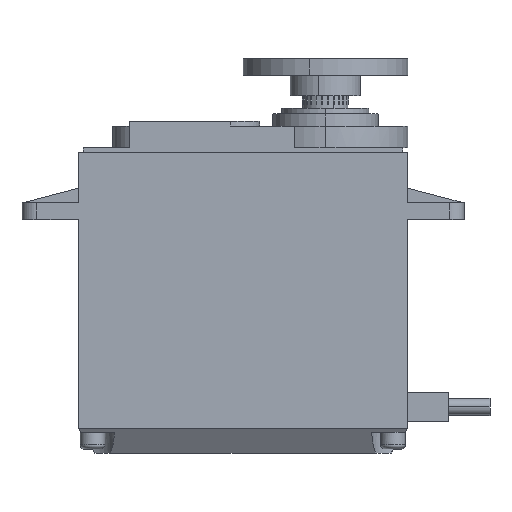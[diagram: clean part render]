
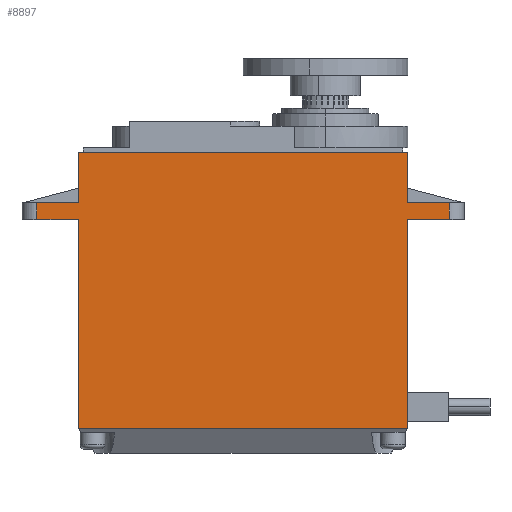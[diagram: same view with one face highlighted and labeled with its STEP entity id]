
A CAD part, top view. The second image highlights one B-rep face of the part: STEP entity #8897.
In plain terms, the highlighted planar face has unit normal (0, 0, 1).
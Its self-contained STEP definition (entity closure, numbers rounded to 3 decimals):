
#53 = ORIENTED_EDGE ( 'NONE', *, *, #7635, .T. ) ;
#94 = CARTESIAN_POINT ( 'NONE',  ( -25.05, 0., 19.7 ) ) ;
#109 = VECTOR ( 'NONE', #9171, 1000. ) ;
#254 = VERTEX_POINT ( 'NONE', #487 ) ;
#261 = VERTEX_POINT ( 'NONE', #4725 ) ;
#390 = LINE ( 'NONE', #12540, #7285 ) ;
#487 = CARTESIAN_POINT ( 'NONE',  ( -20., 10.15, 19.7 ) ) ;
#496 = CARTESIAN_POINT ( 'NONE',  ( -26.85, 12.15, 19.7 ) ) ;
#579 = PLANE ( 'NONE',  #9644 ) ;
#753 = CARTESIAN_POINT ( 'NONE',  ( 20., -15.25, 19.7 ) ) ;
#927 = CARTESIAN_POINT ( 'NONE',  ( 20., 12.15, 19.7 ) ) ;
#1291 = LINE ( 'NONE', #94, #8364 ) ;
#1417 = EDGE_LOOP ( 'NONE', ( #2455, #1849, #3544, #4724, #4641, #4980, #1894, #12119, #11619, #53, #6130, #3656 ) ) ;
#1518 = DIRECTION ( 'NONE',  ( 0., 1., 0. ) ) ;
#1558 = VERTEX_POINT ( 'NONE', #9969 ) ;
#1632 = DIRECTION ( 'NONE',  ( 0., 0., -1. ) ) ;
#1771 = CARTESIAN_POINT ( 'NONE',  ( 20., -18.25, 19.7 ) ) ;
#1849 = ORIENTED_EDGE ( 'NONE', *, *, #5631, .T. ) ;
#1894 = ORIENTED_EDGE ( 'NONE', *, *, #10878, .T. ) ;
#2018 = CARTESIAN_POINT ( 'NONE',  ( 25.05, 12.15, 19.7 ) ) ;
#2307 = VECTOR ( 'NONE', #9195, 1000. ) ;
#2339 = LINE ( 'NONE', #8474, #9476 ) ;
#2361 = DIRECTION ( 'NONE',  ( 0., 1., 0. ) ) ;
#2372 = LINE ( 'NONE', #8570, #11607 ) ;
#2455 = ORIENTED_EDGE ( 'NONE', *, *, #12545, .F. ) ;
#2575 = CARTESIAN_POINT ( 'NONE',  ( -20., 12.15, 19.7 ) ) ;
#2613 = EDGE_CURVE ( 'NONE', #261, #254, #10712, .T. ) ;
#2715 = LINE ( 'NONE', #11901, #3328 ) ;
#2797 = CARTESIAN_POINT ( 'NONE',  ( 25.05, 10.15, 19.7 ) ) ;
#2834 = DIRECTION ( 'NONE',  ( 0., 1., 0. ) ) ;
#2907 = DIRECTION ( 'NONE',  ( 0., 1., 0. ) ) ;
#2942 = EDGE_CURVE ( 'NONE', #8038, #12374, #2372, .T. ) ;
#2980 = LINE ( 'NONE', #9049, #109 ) ;
#3246 = LINE ( 'NONE', #10435, #5421 ) ;
#3328 = VECTOR ( 'NONE', #2834, 1000. ) ;
#3544 = ORIENTED_EDGE ( 'NONE', *, *, #10777, .T. ) ;
#3549 = DIRECTION ( 'NONE',  ( 1., 0., 0. ) ) ;
#3656 = ORIENTED_EDGE ( 'NONE', *, *, #6127, .F. ) ;
#3821 = DIRECTION ( 'NONE',  ( -1., 0., 0. ) ) ;
#4125 = VERTEX_POINT ( 'NONE', #2797 ) ;
#4575 = CARTESIAN_POINT ( 'NONE',  ( 20., 10.15, 19.7 ) ) ;
#4641 = ORIENTED_EDGE ( 'NONE', *, *, #4743, .T. ) ;
#4673 = LINE ( 'NONE', #496, #12007 ) ;
#4724 = ORIENTED_EDGE ( 'NONE', *, *, #2613, .F. ) ;
#4725 = CARTESIAN_POINT ( 'NONE',  ( -20., -15.25, 19.7 ) ) ;
#4743 = EDGE_CURVE ( 'NONE', #261, #12629, #2980, .T. ) ;
#4980 = ORIENTED_EDGE ( 'NONE', *, *, #4994, .T. ) ;
#4994 = EDGE_CURVE ( 'NONE', #12629, #9571, #7592, .T. ) ;
#5009 = VECTOR ( 'NONE', #2361, 1000. ) ;
#5094 = VERTEX_POINT ( 'NONE', #2575 ) ;
#5421 = VECTOR ( 'NONE', #10373, 1000. ) ;
#5631 = EDGE_CURVE ( 'NONE', #1558, #11056, #1291, .T. ) ;
#6127 = EDGE_CURVE ( 'NONE', #5094, #12688, #3246, .T. ) ;
#6130 = ORIENTED_EDGE ( 'NONE', *, *, #6564, .T. ) ;
#6390 = DIRECTION ( 'NONE',  ( -1., 0., 0. ) ) ;
#6458 = DIRECTION ( 'NONE',  ( 1., 0., 0. ) ) ;
#6564 = EDGE_CURVE ( 'NONE', #8763, #12688, #390, .T. ) ;
#7155 = VECTOR ( 'NONE', #2907, 1000. ) ;
#7285 = VECTOR ( 'NONE', #6390, 1000. ) ;
#7289 = DIRECTION ( 'NONE',  ( 0., -1., 0. ) ) ;
#7494 = VECTOR ( 'NONE', #1518, 1000. ) ;
#7592 = LINE ( 'NONE', #1771, #7494 ) ;
#7635 = EDGE_CURVE ( 'NONE', #8038, #8763, #8494, .T. ) ;
#8038 = VERTEX_POINT ( 'NONE', #927 ) ;
#8224 = CARTESIAN_POINT ( 'NONE',  ( -26.85, 10.15, 19.7 ) ) ;
#8364 = VECTOR ( 'NONE', #7289, 1000. ) ;
#8474 = CARTESIAN_POINT ( 'NONE',  ( -26.85, 10.15, 19.7 ) ) ;
#8494 = LINE ( 'NONE', #9492, #5009 ) ;
#8570 = CARTESIAN_POINT ( 'NONE',  ( -26.85, 12.15, 19.7 ) ) ;
#8763 = VERTEX_POINT ( 'NONE', #10492 ) ;
#8897 = ADVANCED_FACE ( 'NONE', ( #12806 ), #579, .F. ) ;
#9049 = CARTESIAN_POINT ( 'NONE',  ( 20., -15.25, 19.7 ) ) ;
#9171 = DIRECTION ( 'NONE',  ( 1., 0., 0. ) ) ;
#9195 = DIRECTION ( 'NONE',  ( 1., 0., 0. ) ) ;
#9476 = VECTOR ( 'NONE', #10457, 1000. ) ;
#9492 = CARTESIAN_POINT ( 'NONE',  ( 20., -18.25, 19.7 ) ) ;
#9571 = VERTEX_POINT ( 'NONE', #4575 ) ;
#9644 = AXIS2_PLACEMENT_3D ( 'NONE', #9747, #1632, #3821 ) ;
#9736 = EDGE_CURVE ( 'NONE', #4125, #12374, #2715, .T. ) ;
#9747 = CARTESIAN_POINT ( 'NONE',  ( 0., 0., 19.7 ) ) ;
#9748 = CARTESIAN_POINT ( 'NONE',  ( -25.05, 10.15, 19.7 ) ) ;
#9770 = CARTESIAN_POINT ( 'NONE',  ( -20., -18.25, 19.7 ) ) ;
#9969 = CARTESIAN_POINT ( 'NONE',  ( -25.05, 12.15, 19.7 ) ) ;
#10373 = DIRECTION ( 'NONE',  ( 0., 1., 0. ) ) ;
#10435 = CARTESIAN_POINT ( 'NONE',  ( -20., -18.25, 19.7 ) ) ;
#10457 = DIRECTION ( 'NONE',  ( 1., 0., 0. ) ) ;
#10492 = CARTESIAN_POINT ( 'NONE',  ( 20., 18.25, 19.7 ) ) ;
#10712 = LINE ( 'NONE', #9770, #7155 ) ;
#10777 = EDGE_CURVE ( 'NONE', #11056, #254, #12065, .T. ) ;
#10878 = EDGE_CURVE ( 'NONE', #9571, #4125, #2339, .T. ) ;
#11000 = CARTESIAN_POINT ( 'NONE',  ( -20., 18.25, 19.7 ) ) ;
#11056 = VERTEX_POINT ( 'NONE', #9748 ) ;
#11607 = VECTOR ( 'NONE', #6458, 1000. ) ;
#11619 = ORIENTED_EDGE ( 'NONE', *, *, #2942, .F. ) ;
#11901 = CARTESIAN_POINT ( 'NONE',  ( 25.05, 12.15, 19.7 ) ) ;
#12007 = VECTOR ( 'NONE', #3549, 1000. ) ;
#12065 = LINE ( 'NONE', #8224, #2307 ) ;
#12119 = ORIENTED_EDGE ( 'NONE', *, *, #9736, .T. ) ;
#12374 = VERTEX_POINT ( 'NONE', #2018 ) ;
#12540 = CARTESIAN_POINT ( 'NONE',  ( 20., 18.25, 19.7 ) ) ;
#12545 = EDGE_CURVE ( 'NONE', #1558, #5094, #4673, .T. ) ;
#12629 = VERTEX_POINT ( 'NONE', #753 ) ;
#12688 = VERTEX_POINT ( 'NONE', #11000 ) ;
#12806 = FACE_OUTER_BOUND ( 'NONE', #1417, .T. ) ;
